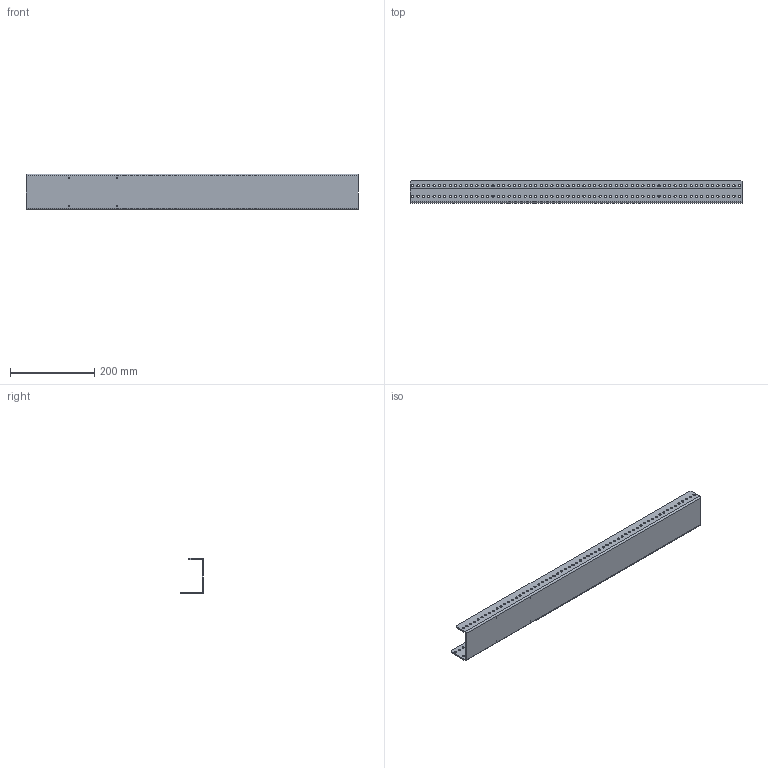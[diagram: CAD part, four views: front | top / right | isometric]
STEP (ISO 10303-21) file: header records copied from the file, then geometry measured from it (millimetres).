
FILE_DESCRIPTION (( 'STEP AP214' ), '1' );
FILE_NAME ('am-2953 AM14U2 End Sheet Wide.STEP', '2014-12-18T22:24:02', ( '' ), ( '' ), 'SwSTEP 2.0', 'SolidWorks 2014', '' );
FILE_SCHEMA (( 'AUTOMOTIVE_DESIGN' ));
Length unit declared in the file: inch
Products named in the file (1): am-2953 AM14U2 End Sheet Wide
Bounding box: 787.4 x 53.98 x 84.58 mm (x, y, z)
Volume: 399462.4 mm3; surface area: 267652.1 mm2
Topology: 1 solids, 1 shells, 406 faces, 1196 edges, 792 vertices
Faces by surface type: cylinder 384, plane 22
Entity records: 14780 total; most frequent: DIRECTION 2778, CARTESIAN_POINT 2395, ORIENTED_EDGE 2392, EDGE_CURVE 1196, AXIS2_PLACEMENT_3D 1175, VERTEX_POINT 792, EDGE_LOOP 786, CIRCLE 768
